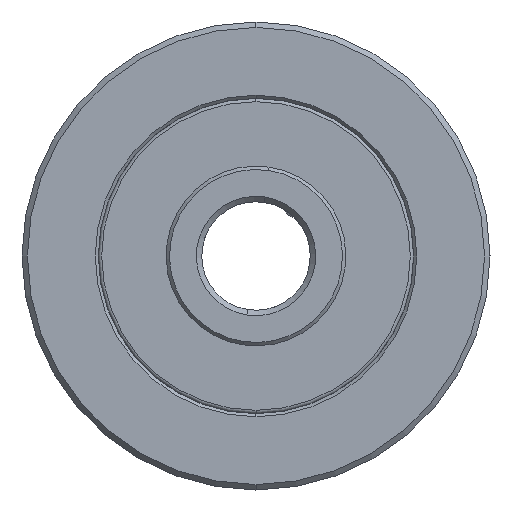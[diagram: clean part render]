
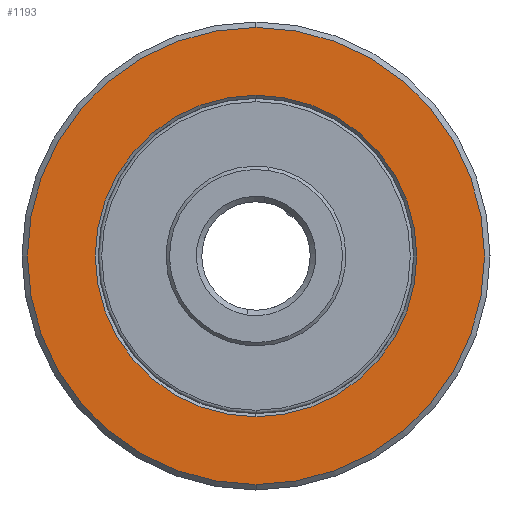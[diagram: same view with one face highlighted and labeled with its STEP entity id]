
A CAD part, left-side view. The second image highlights one B-rep face of the part: STEP entity #1193.
In plain terms, the highlighted planar face has unit normal (-1, 0, 0).
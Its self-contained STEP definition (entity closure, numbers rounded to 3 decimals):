
#99 = VERTEX_POINT ( 'NONE', #431 ) ;
#219 = VERTEX_POINT ( 'NONE', #460 ) ;
#220 = CARTESIAN_POINT ( 'NONE',  ( 0., 0., 33.7 ) ) ;
#226 = CARTESIAN_POINT ( 'NONE',  ( 0., 0., -23.7 ) ) ;
#327 = CARTESIAN_POINT ( 'NONE',  ( 0., 0., 0. ) ) ;
#352 = DIRECTION ( 'NONE',  ( 1., 0., 0. ) ) ;
#354 = DIRECTION ( 'NONE',  ( 0., 0., -1. ) ) ;
#431 = CARTESIAN_POINT ( 'NONE',  ( 0., 0., 23.7 ) ) ;
#444 = CARTESIAN_POINT ( 'NONE',  ( 0., 0., 0. ) ) ;
#460 = CARTESIAN_POINT ( 'NONE',  ( 0., 0., -33.7 ) ) ;
#467 = DIRECTION ( 'NONE',  ( 1., 0., 0. ) ) ;
#469 = DIRECTION ( 'NONE',  ( 0., 0., -1. ) ) ;
#745 = PLANE ( 'NONE',  #1434 ) ;
#747 = CARTESIAN_POINT ( 'NONE',  ( 0., 23.7, 0. ) ) ;
#753 = DIRECTION ( 'NONE',  ( -1., 0., 0. ) ) ;
#755 = DIRECTION ( 'NONE',  ( 0., 0., 1. ) ) ;
#1020 = AXIS2_PLACEMENT_3D ( 'NONE', #444, #467, #469 ) ;
#1029 = AXIS2_PLACEMENT_3D ( 'NONE', #327, #352, #354 ) ;
#1092 = AXIS2_PLACEMENT_3D ( 'NONE', #2318, #2322, #2326 ) ;
#1098 = AXIS2_PLACEMENT_3D ( 'NONE', #2228, #2233, #2247 ) ;
#1131 = EDGE_LOOP ( 'NONE', ( #1460, #1961 ) ) ;
#1193 = ADVANCED_FACE ( 'NONE', ( #2025, #2023 ), #745, .T. ) ;
#1433 = CIRCLE ( 'NONE', #1020, 23.7 ) ;
#1434 = AXIS2_PLACEMENT_3D ( 'NONE', #747, #753, #755 ) ;
#1450 = CIRCLE ( 'NONE', #1029, 33.7 ) ;
#1460 = ORIENTED_EDGE ( 'NONE', *, *, #1956, .F. ) ;
#1549 = CIRCLE ( 'NONE', #1092, 33.7 ) ;
#1554 = CIRCLE ( 'NONE', #1098, 23.7 ) ;
#1725 = ORIENTED_EDGE ( 'NONE', *, *, #1949, .T. ) ;
#1791 = ORIENTED_EDGE ( 'NONE', *, *, #2035, .T. ) ;
#1949 = EDGE_CURVE ( 'NONE', #99, #2468, #1554, .T. ) ;
#1956 = EDGE_CURVE ( 'NONE', #219, #2480, #1549, .T. ) ;
#1961 = ORIENTED_EDGE ( 'NONE', *, *, #2028, .F. ) ;
#1964 = EDGE_LOOP ( 'NONE', ( #1725, #1791 ) ) ;
#2023 = FACE_OUTER_BOUND ( 'NONE', #1131, .T. ) ;
#2025 = FACE_BOUND ( 'NONE', #1964, .T. ) ;
#2028 = EDGE_CURVE ( 'NONE', #2480, #219, #1450, .T. ) ;
#2035 = EDGE_CURVE ( 'NONE', #2468, #99, #1433, .T. ) ;
#2228 = CARTESIAN_POINT ( 'NONE',  ( 0., 0., 0. ) ) ;
#2233 = DIRECTION ( 'NONE',  ( 1., 0., 0. ) ) ;
#2247 = DIRECTION ( 'NONE',  ( 0., 0., -1. ) ) ;
#2318 = CARTESIAN_POINT ( 'NONE',  ( 0., 0., 0. ) ) ;
#2322 = DIRECTION ( 'NONE',  ( 1., 0., 0. ) ) ;
#2326 = DIRECTION ( 'NONE',  ( 0., 0., -1. ) ) ;
#2468 = VERTEX_POINT ( 'NONE', #226 ) ;
#2480 = VERTEX_POINT ( 'NONE', #220 ) ;
